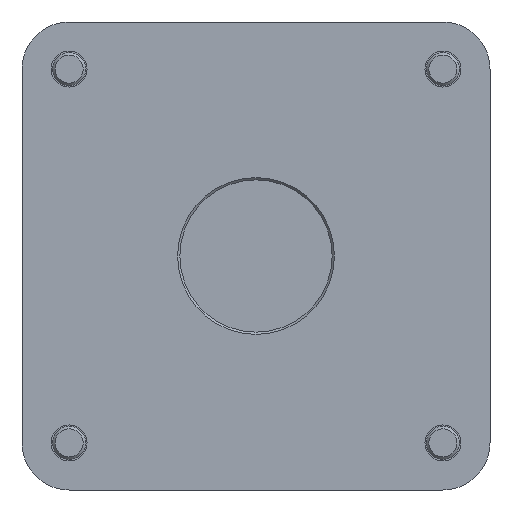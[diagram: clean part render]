
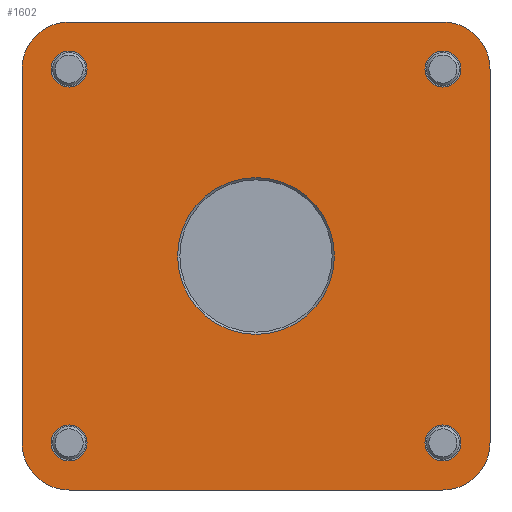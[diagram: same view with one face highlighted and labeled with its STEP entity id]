
A CAD part, front view. The second image highlights one B-rep face of the part: STEP entity #1602.
In plain terms, the highlighted planar face has unit normal (0, -1, 0).
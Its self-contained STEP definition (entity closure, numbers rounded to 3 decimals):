
#153=LINE('',#2619,#235);
#157=LINE('',#2629,#239);
#160=LINE('',#2637,#242);
#163=LINE('',#2645,#245);
#235=VECTOR('',#2046,1000.);
#239=VECTOR('',#2056,1000.);
#242=VECTOR('',#2065,1000.);
#245=VECTOR('',#2074,1000.);
#357=ORIENTED_EDGE('',*,*,#741,.F.);
#358=ORIENTED_EDGE('',*,*,#742,.F.);
#359=ORIENTED_EDGE('',*,*,#743,.F.);
#360=ORIENTED_EDGE('',*,*,#744,.F.);
#361=ORIENTED_EDGE('',*,*,#745,.F.);
#362=ORIENTED_EDGE('',*,*,#725,.F.);
#363=ORIENTED_EDGE('',*,*,#740,.F.);
#364=ORIENTED_EDGE('',*,*,#738,.F.);
#365=ORIENTED_EDGE('',*,*,#736,.F.);
#366=ORIENTED_EDGE('',*,*,#734,.F.);
#367=ORIENTED_EDGE('',*,*,#732,.F.);
#368=ORIENTED_EDGE('',*,*,#730,.F.);
#369=ORIENTED_EDGE('',*,*,#728,.F.);
#725=EDGE_CURVE('',#925,#926,#153,.T.);
#728=EDGE_CURVE('',#926,#927,#1058,.T.);
#730=EDGE_CURVE('',#927,#928,#157,.T.);
#732=EDGE_CURVE('',#928,#929,#1059,.T.);
#734=EDGE_CURVE('',#929,#930,#160,.T.);
#736=EDGE_CURVE('',#930,#931,#1060,.T.);
#738=EDGE_CURVE('',#931,#932,#163,.T.);
#740=EDGE_CURVE('',#932,#925,#1061,.T.);
#741=EDGE_CURVE('',#933,#933,#1062,.T.);
#742=EDGE_CURVE('',#934,#934,#1063,.T.);
#743=EDGE_CURVE('',#935,#935,#1064,.T.);
#744=EDGE_CURVE('',#936,#936,#1065,.T.);
#745=EDGE_CURVE('',#937,#937,#1066,.T.);
#925=VERTEX_POINT('',#2620);
#926=VERTEX_POINT('',#2621);
#927=VERTEX_POINT('',#2626);
#928=VERTEX_POINT('',#2630);
#929=VERTEX_POINT('',#2634);
#930=VERTEX_POINT('',#2638);
#931=VERTEX_POINT('',#2642);
#932=VERTEX_POINT('',#2646);
#933=VERTEX_POINT('',#2652);
#934=VERTEX_POINT('',#2654);
#935=VERTEX_POINT('',#2656);
#936=VERTEX_POINT('',#2658);
#937=VERTEX_POINT('',#2660);
#1058=CIRCLE('',#1781,34.);
#1059=CIRCLE('',#1784,34.);
#1060=CIRCLE('',#1787,34.);
#1061=CIRCLE('',#1790,34.);
#1062=CIRCLE('',#1792,13.);
#1063=CIRCLE('',#1793,13.);
#1064=CIRCLE('',#1794,13.);
#1065=CIRCLE('',#1795,13.);
#1066=CIRCLE('',#1796,56.6);
#1178=EDGE_LOOP('',(#357));
#1179=EDGE_LOOP('',(#358));
#1180=EDGE_LOOP('',(#359));
#1181=EDGE_LOOP('',(#360));
#1182=EDGE_LOOP('',(#361));
#1183=EDGE_LOOP('',(#362,#363,#364,#365,#366,#367,#368,#369));
#1366=FACE_BOUND('',#1178,.T.);
#1367=FACE_BOUND('',#1179,.T.);
#1368=FACE_BOUND('',#1180,.T.);
#1369=FACE_BOUND('',#1181,.T.);
#1370=FACE_BOUND('',#1182,.T.);
#1371=FACE_BOUND('',#1183,.T.);
#1544=PLANE('',#1791);
#1602=ADVANCED_FACE('',(#1366,#1367,#1368,#1369,#1370,#1371),#1544,.F.);
#1781=AXIS2_PLACEMENT_3D('',#2625,#2051,#2052);
#1784=AXIS2_PLACEMENT_3D('',#2633,#2060,#2061);
#1787=AXIS2_PLACEMENT_3D('',#2641,#2069,#2070);
#1790=AXIS2_PLACEMENT_3D('',#2649,#2078,#2079);
#1791=AXIS2_PLACEMENT_3D('',#2650,#2080,#2081);
#1792=AXIS2_PLACEMENT_3D('',#2651,#2082,#2083);
#1793=AXIS2_PLACEMENT_3D('',#2653,#2084,#2085);
#1794=AXIS2_PLACEMENT_3D('',#2655,#2086,#2087);
#1795=AXIS2_PLACEMENT_3D('',#2657,#2088,#2089);
#1796=AXIS2_PLACEMENT_3D('',#2659,#2090,#2091);
#2046=DIRECTION('',(0.,0.,1.));
#2051=DIRECTION('',(0.,1.,0.));
#2052=DIRECTION('',(1.,0.,0.));
#2056=DIRECTION('',(1.,0.,0.));
#2060=DIRECTION('',(0.,1.,0.));
#2061=DIRECTION('',(1.,0.,0.));
#2065=DIRECTION('',(0.,0.,-1.));
#2069=DIRECTION('',(0.,1.,0.));
#2070=DIRECTION('',(1.,0.,0.));
#2074=DIRECTION('',(-1.,0.,0.));
#2078=DIRECTION('',(0.,1.,0.));
#2079=DIRECTION('',(1.,0.,0.));
#2080=DIRECTION('',(0.,1.,0.));
#2081=DIRECTION('',(0.,0.,1.));
#2082=DIRECTION('',(0.,-1.,0.));
#2083=DIRECTION('',(0.,0.,-1.));
#2084=DIRECTION('',(0.,-1.,0.));
#2085=DIRECTION('',(0.,0.,-1.));
#2086=DIRECTION('',(0.,-1.,0.));
#2087=DIRECTION('',(0.,0.,-1.));
#2088=DIRECTION('',(0.,-1.,0.));
#2089=DIRECTION('',(0.,0.,-1.));
#2090=DIRECTION('',(0.,-1.,0.));
#2091=DIRECTION('',(0.,0.,-1.));
#2619=CARTESIAN_POINT('',(-169.,0.,-135.));
#2620=CARTESIAN_POINT('',(-169.,0.,-135.));
#2621=CARTESIAN_POINT('',(-169.,0.,135.));
#2625=CARTESIAN_POINT('',(-135.,0.,135.));
#2626=CARTESIAN_POINT('',(-135.,0.,169.));
#2629=CARTESIAN_POINT('',(-135.,0.,169.));
#2630=CARTESIAN_POINT('',(135.,0.,169.));
#2633=CARTESIAN_POINT('',(135.,0.,135.));
#2634=CARTESIAN_POINT('',(169.,0.,135.));
#2637=CARTESIAN_POINT('',(169.,0.,135.));
#2638=CARTESIAN_POINT('',(169.,0.,-135.));
#2641=CARTESIAN_POINT('',(135.,0.,-135.));
#2642=CARTESIAN_POINT('',(135.,0.,-169.));
#2645=CARTESIAN_POINT('',(135.,0.,-169.));
#2646=CARTESIAN_POINT('',(-135.,0.,-169.));
#2649=CARTESIAN_POINT('',(-135.,0.,-135.));
#2650=CARTESIAN_POINT('',(-135.,0.,135.));
#2651=CARTESIAN_POINT('',(-135.,0.,-135.));
#2652=CARTESIAN_POINT('',(-135.,0.,-148.));
#2653=CARTESIAN_POINT('',(135.,0.,-135.));
#2654=CARTESIAN_POINT('',(135.,0.,-148.));
#2655=CARTESIAN_POINT('',(-135.,0.,135.));
#2656=CARTESIAN_POINT('',(-135.,0.,122.));
#2657=CARTESIAN_POINT('',(135.,0.,135.));
#2658=CARTESIAN_POINT('',(135.,0.,122.));
#2659=CARTESIAN_POINT('',(0.,0.,0.));
#2660=CARTESIAN_POINT('',(0.,0.,-56.6));
